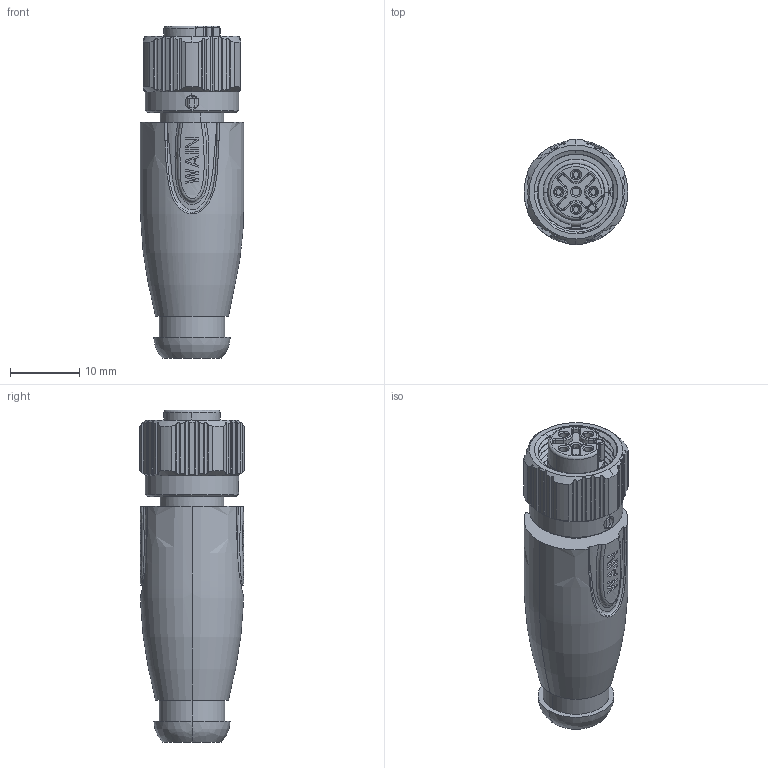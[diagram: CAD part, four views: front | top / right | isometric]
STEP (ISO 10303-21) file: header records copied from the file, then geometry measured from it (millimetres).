
FILE_DESCRIPTION(/* description */ (''),/* implementation_level */ '2;1');
FILE_NAME(/* name */ '2_2.stp',/* time_stamp */ '2023-12-20T15:02:07+08:00',/* author */ (''),/* organization */ (''),/* preprocessor_version */ 'ST-DEVELOPER v18.1',/* originating_system */ 'SIEMENS PLM Software NX 1980',/* authorisation */ '');
FILE_SCHEMA (('AUTOMOTIVE_DESIGN { 1 0 10303 214 3 1 1 1 }'));
Length unit declared in the file: millimetre
Products named in the file (1): 2
Bounding box: 15 x 15.2 x 47.9 mm (x, y, z)
Volume: 6339.1 mm3; surface area: 3517.4 mm2
Topology: 1 solids, 6 shells, 673 faces, 1913 edges, 1229 vertices
Faces by surface type: plane 310, cylinder 255, cone 46, torus 40, bspline 18, revolution 4
Full cylindrical faces by diameter (mm): 1.15 x4, 1.6 x4
Entity records: 27833 total; most frequent: CARTESIAN_POINT 11047, ORIENTED_EDGE 3790, DIRECTION 3241, EDGE_CURVE 1895, AXIS2_PLACEMENT_3D 1300, VERTEX_POINT 1231, EDGE_LOOP 708, ADVANCED_FACE 673
